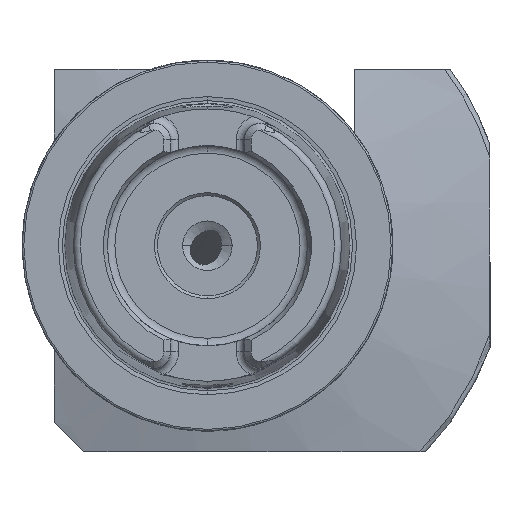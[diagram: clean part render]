
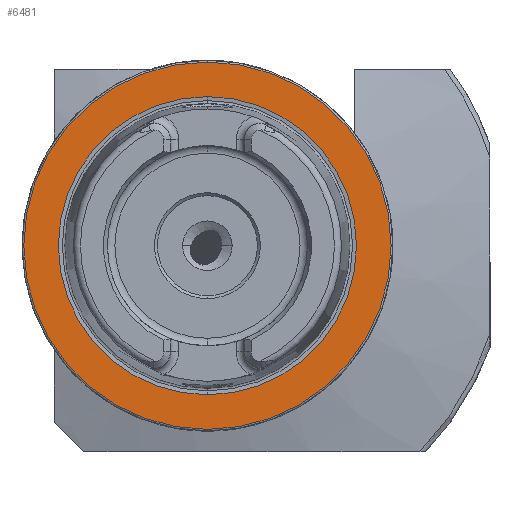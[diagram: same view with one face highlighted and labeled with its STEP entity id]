
A CAD part, left-side view. The second image highlights one B-rep face of the part: STEP entity #6481.
In plain terms, the highlighted planar face has unit normal (-1, 0, 0).
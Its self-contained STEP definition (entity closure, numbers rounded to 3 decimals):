
#45 = AXIS2_PLACEMENT_3D ( 'NONE', #1006, #3956, #3186 ) ;
#79 = DIRECTION ( 'NONE',  ( 0., 0., -1. ) ) ;
#101 = AXIS2_PLACEMENT_3D ( 'NONE', #7825, #1623, #79 ) ;
#151 = DIRECTION ( 'NONE',  ( -1., 0., 0. ) ) ;
#425 = CIRCLE ( 'NONE', #3709, 31.2 ) ;
#615 = VERTEX_POINT ( 'NONE', #2921 ) ;
#825 = EDGE_CURVE ( 'NONE', #2461, #5150, #9804, .T. ) ;
#1006 = CARTESIAN_POINT ( 'NONE',  ( 0., 0., 0. ) ) ;
#1126 = AXIS2_PLACEMENT_3D ( 'NONE', #4123, #1809, #6465 ) ;
#1141 = CIRCLE ( 'NONE', #3203, 25.324 ) ;
#1460 = EDGE_LOOP ( 'NONE', ( #9337, #7805 ) ) ;
#1623 = DIRECTION ( 'NONE',  ( 1., 0., 0. ) ) ;
#1695 = PLANE ( 'NONE',  #101 ) ;
#1809 = DIRECTION ( 'NONE',  ( -1., 0., 0. ) ) ;
#2461 = VERTEX_POINT ( 'NONE', #3714 ) ;
#2921 = CARTESIAN_POINT ( 'NONE',  ( 0., 0., 25.324 ) ) ;
#3028 = EDGE_CURVE ( 'NONE', #615, #4261, #3758, .T. ) ;
#3186 = DIRECTION ( 'NONE',  ( 0., 0., 1. ) ) ;
#3203 = AXIS2_PLACEMENT_3D ( 'NONE', #6280, #151, #8716 ) ;
#3709 = AXIS2_PLACEMENT_3D ( 'NONE', #8514, #8444, #4588 ) ;
#3714 = CARTESIAN_POINT ( 'NONE',  ( 0., 0., -31.2 ) ) ;
#3719 = CARTESIAN_POINT ( 'NONE',  ( 0., 0., -25.324 ) ) ;
#3758 = CIRCLE ( 'NONE', #1126, 25.324 ) ;
#3956 = DIRECTION ( 'NONE',  ( -1., 0., 0. ) ) ;
#4123 = CARTESIAN_POINT ( 'NONE',  ( 0., 0., 0. ) ) ;
#4261 = VERTEX_POINT ( 'NONE', #3719 ) ;
#4518 = ORIENTED_EDGE ( 'NONE', *, *, #3028, .F. ) ;
#4588 = DIRECTION ( 'NONE',  ( 0., 0., 1. ) ) ;
#5150 = VERTEX_POINT ( 'NONE', #5808 ) ;
#5511 = FACE_OUTER_BOUND ( 'NONE', #1460, .T. ) ;
#5808 = CARTESIAN_POINT ( 'NONE',  ( 0., 0., 31.2 ) ) ;
#5924 = EDGE_LOOP ( 'NONE', ( #4518, #6809 ) ) ;
#6280 = CARTESIAN_POINT ( 'NONE',  ( 0., 0., 0. ) ) ;
#6465 = DIRECTION ( 'NONE',  ( 0., 0., 1. ) ) ;
#6481 = ADVANCED_FACE ( 'NONE', ( #7823, #5511 ), #1695, .F. ) ;
#6774 = EDGE_CURVE ( 'NONE', #5150, #2461, #425, .T. ) ;
#6809 = ORIENTED_EDGE ( 'NONE', *, *, #9050, .F. ) ;
#7805 = ORIENTED_EDGE ( 'NONE', *, *, #825, .T. ) ;
#7823 = FACE_BOUND ( 'NONE', #5924, .T. ) ;
#7825 = CARTESIAN_POINT ( 'NONE',  ( 0., 31.2, 0. ) ) ;
#8444 = DIRECTION ( 'NONE',  ( -1., 0., 0. ) ) ;
#8514 = CARTESIAN_POINT ( 'NONE',  ( 0., 0., 0. ) ) ;
#8716 = DIRECTION ( 'NONE',  ( 0., 0., 1. ) ) ;
#9050 = EDGE_CURVE ( 'NONE', #4261, #615, #1141, .T. ) ;
#9337 = ORIENTED_EDGE ( 'NONE', *, *, #6774, .T. ) ;
#9804 = CIRCLE ( 'NONE', #45, 31.2 ) ;
